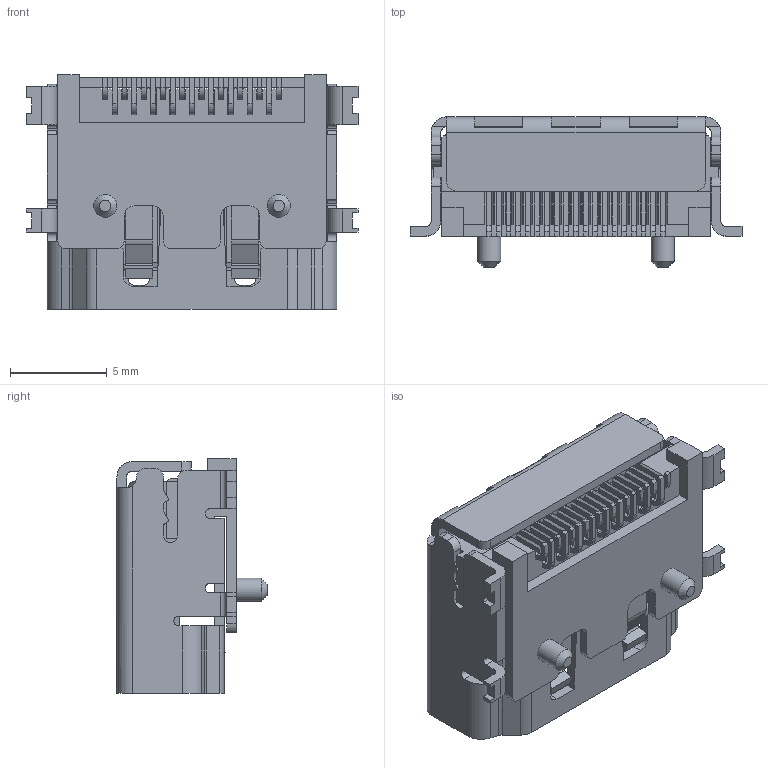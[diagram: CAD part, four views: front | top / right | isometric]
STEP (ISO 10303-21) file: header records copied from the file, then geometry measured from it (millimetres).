
FILE_DESCRIPTION(/* description */ ('STEP AP214'),/* implementation_level */ '2;1');
FILE_NAME(/* name */ 'HDMR-19-02-F-SM-TR',/* time_stamp */ '2026-01-09T13:06:36+01:00',/* author */ ('License CC BY-ND 4.0'),/* organization */ ('CADENAS'),/* preprocessor_version */ 'ST-DEVELOPER v20',/* originating_system */ 'PARTsolutions',/* authorisation */ ' ');
FILE_SCHEMA (('AUTOMOTIVE_DESIGN {1 0 10303 214 3 1 1}'));
Length unit declared in the file: millimetre
Products named in the file (4): HDMR-19-02-F-SM-TR; HDMR-19-02-F-SM-TR_b; HDMR-19-02-F-SM-TR_s; HDMR-19-02-F-SM-TR_p
Assembly tree (3 placements, depth 2):
  HDMR-19-02-F-SM-TR
    HDMR-19-02-F-SM-TR_b
    HDMR-19-02-F-SM-TR_s
    HDMR-19-02-F-SM-TR_p
Bounding box: 17.2 x 7.78 x 12.16 mm (x, y, z)
Volume: 501.4 mm3; surface area: 2141 mm2
Topology: 3 solids, 3 shells, 977 faces, 2947 edges, 1956 vertices
Faces by surface type: plane 790, cylinder 185, cone 2
Full cylindrical faces by diameter (mm): 1.2 x2
Entity records: 32958 total; most frequent: CARTESIAN_POINT 5892, ORIENTED_EDGE 5886, DIRECTION 5323, EDGE_CURVE 2943, LINE 2517, VECTOR 2517, VERTEX_POINT 1956, AXIS2_PLACEMENT_3D 1403
